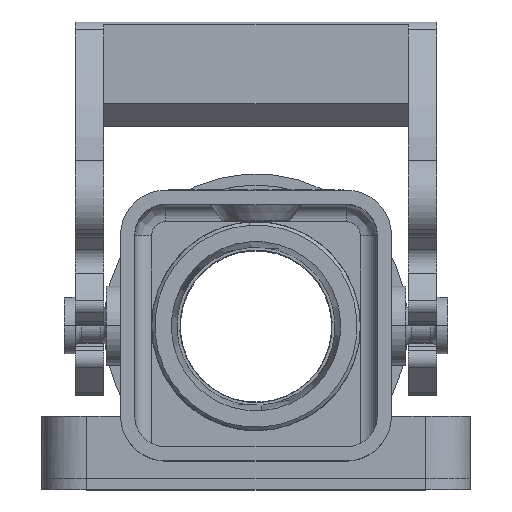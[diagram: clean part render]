
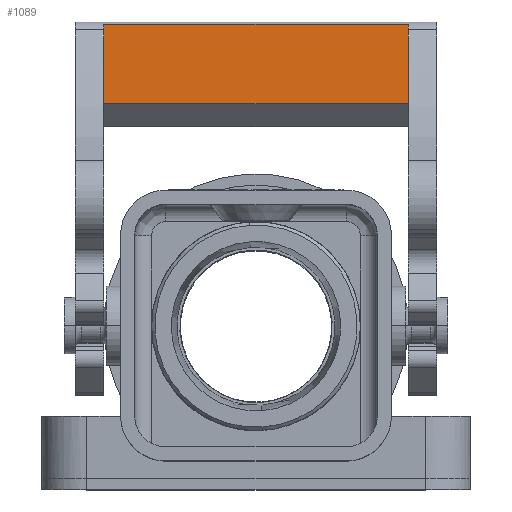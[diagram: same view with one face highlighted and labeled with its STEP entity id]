
A CAD part, top view. The second image highlights one B-rep face of the part: STEP entity #1089.
In plain terms, the highlighted planar face has unit normal (0, 0.011, 1).
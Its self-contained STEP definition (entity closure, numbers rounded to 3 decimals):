
#650=FACE_OUTER_BOUND('',#3447,.T.);
#1089=ADVANCED_FACE('209',(#650),#1399,.F.);
#1399=PLANE('',#8837);
#2202=LINE('',#14915,#2849);
#2225=LINE('',#14992,#2872);
#2226=LINE('',#14994,#2873);
#2227=LINE('',#14996,#2874);
#2849=VECTOR('',#10425,1.);
#2872=VECTOR('',#10496,1.);
#2873=VECTOR('',#10499,1.);
#2874=VECTOR('',#10500,1.);
#3447=EDGE_LOOP('',(#5305,#5306,#5307,#5308));
#5305=ORIENTED_EDGE('',*,*,#7689,.F.);
#5306=ORIENTED_EDGE('',*,*,#7728,.T.);
#5307=ORIENTED_EDGE('',*,*,#7729,.T.);
#5308=ORIENTED_EDGE('',*,*,#7730,.F.);
#6620=VERTEX_POINT('',#14914);
#6621=VERTEX_POINT('',#14916);
#6650=VERTEX_POINT('',#14991);
#6651=VERTEX_POINT('',#14995);
#7689=EDGE_CURVE('772',#6620,#6621,#2202,.T.);
#7728=EDGE_CURVE('666',#6620,#6650,#2225,.T.);
#7729=EDGE_CURVE('774',#6650,#6651,#2226,.T.);
#7730=EDGE_CURVE('684',#6621,#6651,#2227,.T.);
#8837=AXIS2_PLACEMENT_3D('',#14997,#10501,#10502);
#10425=DIRECTION('',(0.,1.,-0.011));
#10496=DIRECTION('',(1.,0.,0.));
#10499=DIRECTION('',(0.,1.,-0.011));
#10500=DIRECTION('',(1.,0.,0.));
#10501=DIRECTION('',(0.,-0.011,-1.));
#10502=DIRECTION('',(0.,-1.,0.011));
#14914=CARTESIAN_POINT('',(-13.5,19.66,35.266));
#14915=CARTESIAN_POINT('',(-13.5,19.66,35.266));
#14916=CARTESIAN_POINT('',(-13.5,26.702,35.188));
#14991=CARTESIAN_POINT('',(13.5,19.66,35.266));
#14992=CARTESIAN_POINT('',(-13.5,19.66,35.266));
#14994=CARTESIAN_POINT('',(13.5,19.66,35.266));
#14995=CARTESIAN_POINT('',(13.5,26.702,35.188));
#14996=CARTESIAN_POINT('',(-13.5,26.702,35.188));
#14997=CARTESIAN_POINT('',(-13.5,19.66,35.266));
